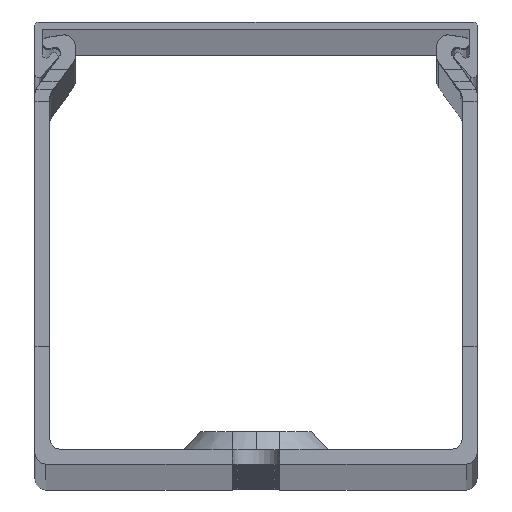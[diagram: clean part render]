
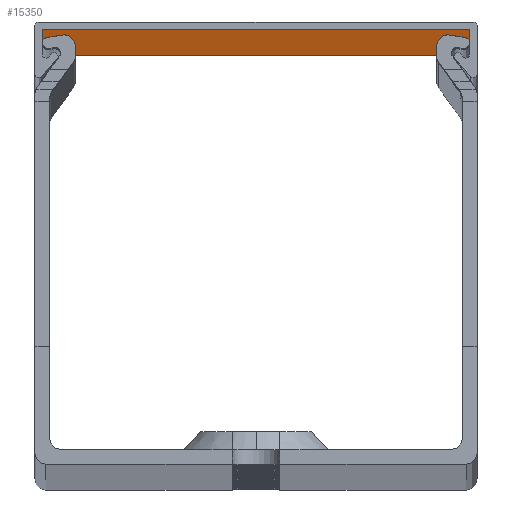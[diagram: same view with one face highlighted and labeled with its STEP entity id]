
A CAD part, top view. The second image highlights one B-rep face of the part: STEP entity #15350.
In plain terms, the highlighted planar face has unit normal (0, -1, 0).
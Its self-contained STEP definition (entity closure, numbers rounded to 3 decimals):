
#117 = CARTESIAN_POINT ( 'NONE',  ( -29., 59., 1060.585 ) ) ;
#261 = DIRECTION ( 'NONE',  ( 0., 0., -1. ) ) ;
#1787 = VECTOR ( 'NONE', #261, 1000. ) ;
#3081 = VERTEX_POINT ( 'NONE', #5198 ) ;
#3471 = LINE ( 'NONE', #19265, #8213 ) ;
#4375 = CARTESIAN_POINT ( 'NONE',  ( -29., 59., -1000. ) ) ;
#5083 = VERTEX_POINT ( 'NONE', #6514 ) ;
#5198 = CARTESIAN_POINT ( 'NONE',  ( 29., 59., -1000. ) ) ;
#5243 = FACE_OUTER_BOUND ( 'NONE', #23589, .T. ) ;
#6514 = CARTESIAN_POINT ( 'NONE',  ( -29., 59., 1000. ) ) ;
#6531 = EDGE_CURVE ( 'NONE', #22565, #3081, #11045, .T. ) ;
#7411 = CARTESIAN_POINT ( 'NONE',  ( 29., 59., 1000. ) ) ;
#7425 = AXIS2_PLACEMENT_3D ( 'NONE', #117, #13477, #23960 ) ;
#8213 = VECTOR ( 'NONE', #26661, 1000. ) ;
#9712 = ORIENTED_EDGE ( 'NONE', *, *, #6531, .F. ) ;
#10020 = LINE ( 'NONE', #4375, #26731 ) ;
#11045 = LINE ( 'NONE', #32024, #1787 ) ;
#13477 = DIRECTION ( 'NONE',  ( 0., 1., 0. ) ) ;
#13661 = EDGE_CURVE ( 'NONE', #22565, #5083, #16435, .T. ) ;
#14095 = EDGE_CURVE ( 'NONE', #5083, #30251, #3471, .T. ) ;
#14675 = DIRECTION ( 'NONE',  ( 1., 0., 0. ) ) ;
#15350 = ADVANCED_FACE ( 'NONE', ( #5243 ), #18965, .F. ) ;
#16435 = LINE ( 'NONE', #18999, #20427 ) ;
#18965 = PLANE ( 'NONE',  #7425 ) ;
#18999 = CARTESIAN_POINT ( 'NONE',  ( -29., 59., 1000. ) ) ;
#19265 = CARTESIAN_POINT ( 'NONE',  ( -29., 59., 1060.585 ) ) ;
#20427 = VECTOR ( 'NONE', #24000, 1000. ) ;
#22182 = ORIENTED_EDGE ( 'NONE', *, *, #23218, .T. ) ;
#22565 = VERTEX_POINT ( 'NONE', #7411 ) ;
#23093 = ORIENTED_EDGE ( 'NONE', *, *, #13661, .T. ) ;
#23218 = EDGE_CURVE ( 'NONE', #30251, #3081, #10020, .T. ) ;
#23589 = EDGE_LOOP ( 'NONE', ( #9712, #23093, #31851, #22182 ) ) ;
#23960 = DIRECTION ( 'NONE',  ( -1., 0., 0. ) ) ;
#24000 = DIRECTION ( 'NONE',  ( -1., 0., 0. ) ) ;
#26661 = DIRECTION ( 'NONE',  ( 0., 0., -1. ) ) ;
#26731 = VECTOR ( 'NONE', #14675, 1000. ) ;
#30251 = VERTEX_POINT ( 'NONE', #33182 ) ;
#31851 = ORIENTED_EDGE ( 'NONE', *, *, #14095, .T. ) ;
#32024 = CARTESIAN_POINT ( 'NONE',  ( 29., 59., 1060.585 ) ) ;
#33182 = CARTESIAN_POINT ( 'NONE',  ( -29., 59., -1000. ) ) ;
